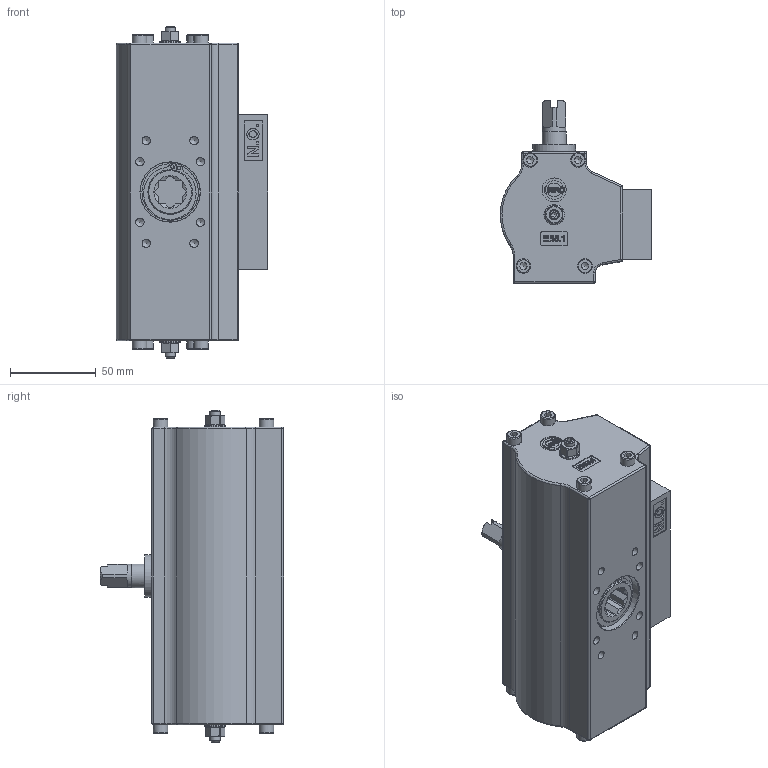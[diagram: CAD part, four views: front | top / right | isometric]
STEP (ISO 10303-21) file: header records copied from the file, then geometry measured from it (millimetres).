
FILE_DESCRIPTION((''),'2;1');
FILE_NAME('EB5.1-SYD-F05.stp','2010-07-29T07:59:23',('Hellwig'),(''),'Autodesk Inventor 2010','Autodesk Inventor 2010','');
FILE_SCHEMA(('AUTOMOTIVE_DESIGN { 1 0 10303 214 1 1 1 1 }'));
Length unit declared in the file: millimetre
Products named in the file (1): M15308_Konturvereinfachung_1
Bounding box: 88.5 x 107 x 194 mm (x, y, z)
Volume: 430690.3 mm3; surface area: 133470.9 mm2
Topology: 1 solids, 36 shells, 1333 faces, 3283 edges, 2030 vertices
Faces by surface type: plane 563, bspline 412, cylinder 250, cone 57, torus 33, sphere 18
Full cylindrical faces by diameter (mm): 1.7 x2, 2 x2, 4 x1, 4.134 x6, 5 x8, 5.5 x4, 6 x10, 8.5 x8, 9 x1, 10 x2, 12 x2, 13.2 x1, 13.5 x1, 14 x5, 17.4 x1, 17.5 x1, 20 x1, 21 x1, 24 x1, 24.8 x1, 25 x1, 26 x5, 26.1 x1, 29.4 x2, 29.5 x1, 33 x1, 35 x1, 56 x1
Entity records: 43259 total; most frequent: CARTESIAN_POINT 14179, ORIENTED_EDGE 5762, DIRECTION 5191, EDGE_CURVE 2881, VERTEX_POINT 1902, AXIS2_PLACEMENT_3D 1847, EDGE_LOOP 1673, VECTOR 1497
